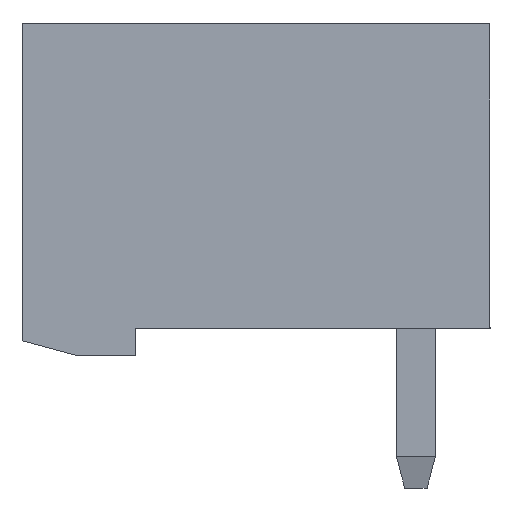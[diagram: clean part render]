
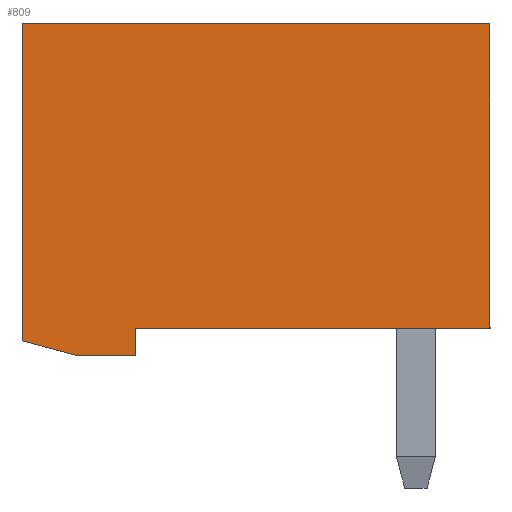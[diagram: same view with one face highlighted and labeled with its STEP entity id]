
A CAD part, left-side view. The second image highlights one B-rep face of the part: STEP entity #809.
In plain terms, the highlighted planar face has unit normal (-1, 0, 0).
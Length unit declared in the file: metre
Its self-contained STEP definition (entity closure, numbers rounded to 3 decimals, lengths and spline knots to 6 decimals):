
#809=ADVANCED_FACE('',(#2157),#2158,.F.);
#2157=FACE_OUTER_BOUND('',#4067,.T.);
#2158=PLANE('',#4068);
#4067=EDGE_LOOP('',(#6465,#6466,#6467,#6468,#6469,#6470,#6471));
#4068=AXIS2_PLACEMENT_3D('',#6472,#6473,#6474);
#6465=ORIENTED_EDGE('',*,*,#12138,.F.);
#6466=ORIENTED_EDGE('',*,*,#12139,.T.);
#6467=ORIENTED_EDGE('',*,*,#12140,.F.);
#6468=ORIENTED_EDGE('',*,*,#12141,.F.);
#6469=ORIENTED_EDGE('',*,*,#12142,.F.);
#6470=ORIENTED_EDGE('',*,*,#12143,.F.);
#6471=ORIENTED_EDGE('',*,*,#12144,.F.);
#6472=CARTESIAN_POINT('',(0.,0.011095,-0.000083));
#6473=DIRECTION('',(1.0,0.,0.));
#6474=DIRECTION('',(0.,0.,-1.0));
#12138=EDGE_CURVE('',#14852,#14853,#14854,.T.);
#12139=EDGE_CURVE('',#14852,#14855,#14856,.T.);
#12140=EDGE_CURVE('',#14857,#14855,#14858,.T.);
#12141=EDGE_CURVE('',#14859,#14857,#14860,.T.);
#12142=EDGE_CURVE('',#14861,#14859,#14862,.T.);
#12143=EDGE_CURVE('',#14863,#14861,#14864,.T.);
#12144=EDGE_CURVE('',#14853,#14863,#14865,.T.);
#14852=VERTEX_POINT('',#18687);
#14853=VERTEX_POINT('',#18688);
#14854=LINE('',#18689,#18690);
#14855=VERTEX_POINT('',#18691);
#14856=LINE('',#18692,#18693);
#14857=VERTEX_POINT('',#18694);
#14858=LINE('',#18695,#18696);
#14859=VERTEX_POINT('',#18697);
#14860=LINE('',#18698,#18699);
#14861=VERTEX_POINT('',#18700);
#14862=LINE('',#18701,#18702);
#14863=VERTEX_POINT('',#18703);
#14864=LINE('',#18704,#18705);
#14865=LINE('',#18706,#18707);
#18687=CARTESIAN_POINT('',(0.,0.012,-0.008124));
#18688=CARTESIAN_POINT('',(0.,0.012,0.));
#18689=CARTESIAN_POINT('',(0.,0.012,-0.008153));
#18690=VECTOR('',#23019,1.0);
#18691=CARTESIAN_POINT('',(0.,0.010598,-0.0085));
#18692=CARTESIAN_POINT('',(0.,0.012104,-0.008097));
#18693=VECTOR('',#23020,1.0);
#18694=CARTESIAN_POINT('',(0.,0.009078,-0.0085));
#18695=CARTESIAN_POINT('',(0.,0.009078,-0.0085));
#18696=VECTOR('',#23021,1.0);
#18697=CARTESIAN_POINT('',(0.,0.009078,-0.0078));
#18698=CARTESIAN_POINT('',(0.,0.009078,-0.00785));
#18699=VECTOR('',#23022,1.0);
#18700=CARTESIAN_POINT('',(0.,0.,-0.0078));
#18701=CARTESIAN_POINT('',(0.,0.002219,-0.0078));
#18702=VECTOR('',#23023,1.0);
#18703=CARTESIAN_POINT('',(0.,0.0,0.));
#18704=CARTESIAN_POINT('',(0.,0.,-0.00785));
#18705=VECTOR('',#23024,1.0);
#18706=CARTESIAN_POINT('',(0.,0.012104,0.0));
#18707=VECTOR('',#23025,1.0);
#23019=DIRECTION('',(0.,0.,1.0));
#23020=DIRECTION('',(0.,-0.966,-0.259));
#23021=DIRECTION('',(0.,1.0,0.));
#23022=DIRECTION('',(0.,0.,-1.0));
#23023=DIRECTION('',(0.,1.0,0.));
#23024=DIRECTION('',(0.,0.,-1.0));
#23025=DIRECTION('',(0.,-1.0,0.));
